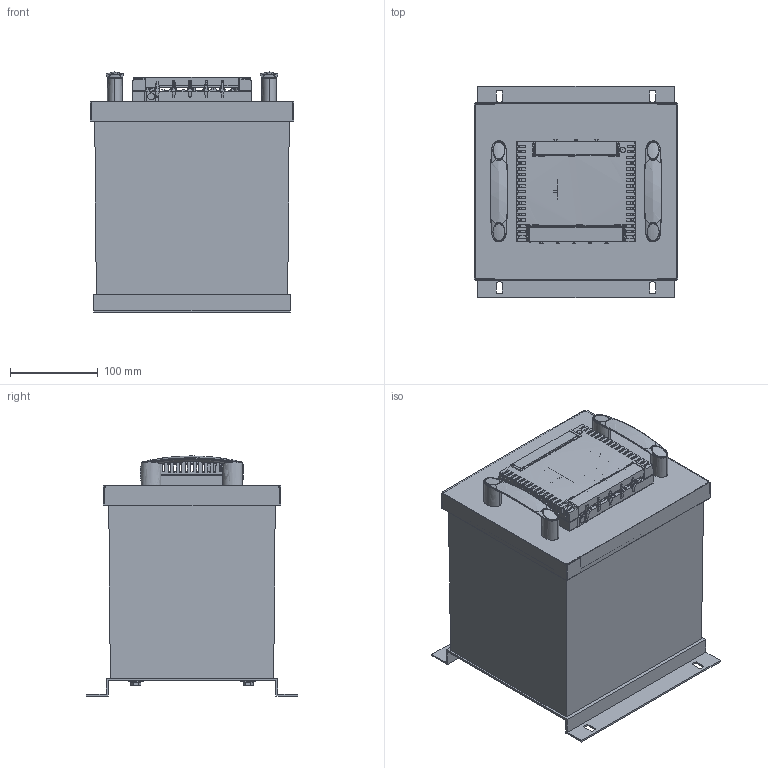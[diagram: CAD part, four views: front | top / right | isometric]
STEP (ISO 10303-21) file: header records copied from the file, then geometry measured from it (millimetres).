
FILE_DESCRIPTION(/* description */ (''),/* implementation_level */ '2;1');
FILE_NAME(/* name */ 'RC64x90Q.stp',/* time_stamp */ '2023-07-27T10:51:07+02:00',/* author */ ('DMA'),/* organization */ (''),/* preprocessor_version */ 'ST-DEVELOPER v16.13',/* originating_system */ 'Autodesk Inventor 2018',/* authorisation */ '');
FILE_SCHEMA (('AUTOMOTIVE_DESIGN { 1 0 10303 214 3 1 1 }'));
Products named in the file (1): RC64x90Q
Bounding box: 232.4 x 241 x 274 mm (x, y, z)
Surface area: 562220.9 mm2 (no closed solid volume)
Topology: 0 solids, 37 shells, 1460 faces, 6122 edges, 4461 vertices
Faces by surface type: plane 1032, bspline 217, cylinder 131, cone 60, torus 15, sphere 5
Full cylindrical faces by diameter (mm): 18 x4
Entity records: 85966 total; most frequent: CARTESIAN_POINT 38221, ORIENTED_EDGE 9444, DIRECTION 8924, EDGE_CURVE 6101, LINE 4750, VECTOR 4750, VERTEX_POINT 4459, AXIS2_PLACEMENT_3D 2087
